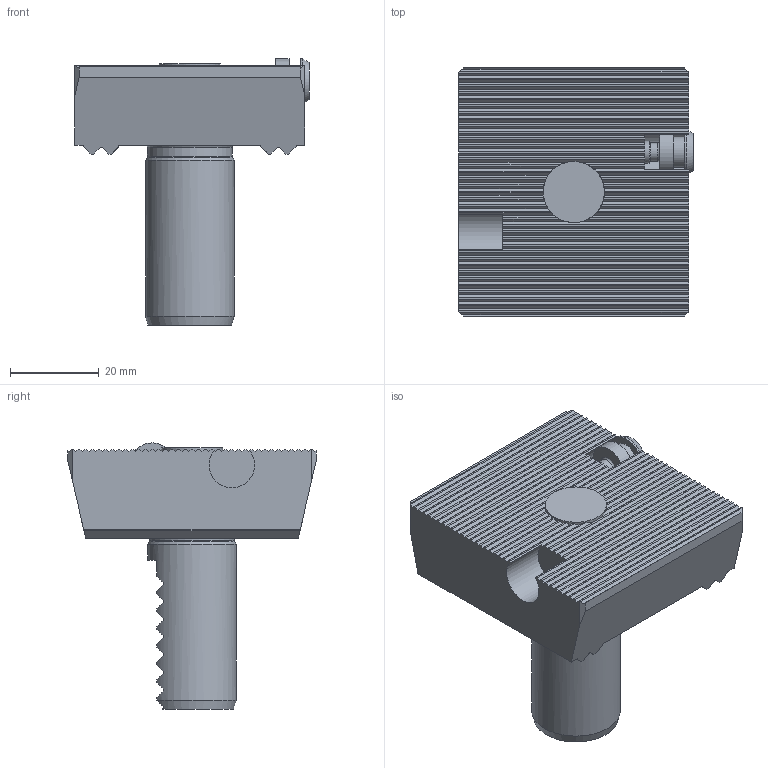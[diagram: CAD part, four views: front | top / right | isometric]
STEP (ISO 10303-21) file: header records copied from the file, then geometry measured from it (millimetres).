
FILE_DESCRIPTION(/* description */ (''),/* implementation_level */ '2;1');
FILE_NAME(/* name */ 'W1150006A.stp',/* time_stamp */ '2009-04-07T13:07:22+02:00',/* author */ (''),/* organization */ (''),/* preprocessor_version */ 'ST-DEVELOPER v11',/* originating_system */ 'UGS - NX 5.0',/* authorisation */ '');
FILE_SCHEMA (('AUTOMOTIVE_DESIGN { 1 0 10303 214 0 1 1 1 }'));
Length unit declared in the file: millimetre
Products named in the file (1): schn9B3C8ea8
Bounding box: 53 x 56 x 60.09 mm (x, y, z)
Volume: 60781.9 mm3; surface area: 13816.9 mm2
Topology: 1 solids, 1 shells, 266 faces, 758 edges, 499 vertices
Faces by surface type: plane 226, cylinder 30, cone 6, torus 4
Full cylindrical faces by diameter (mm): 3.1 x1, 4.2 x1, 5 x1, 6.8 x1, 10 x2, 13.8 x1, 19.1 x1, 20 x1
Entity records: 8625 total; most frequent: CARTESIAN_POINT 1833, ORIENTED_EDGE 1446, DIRECTION 1351, EDGE_CURVE 723, LINE 543, VECTOR 543, VERTEX_POINT 490, AXIS2_PLACEMENT_3D 404
